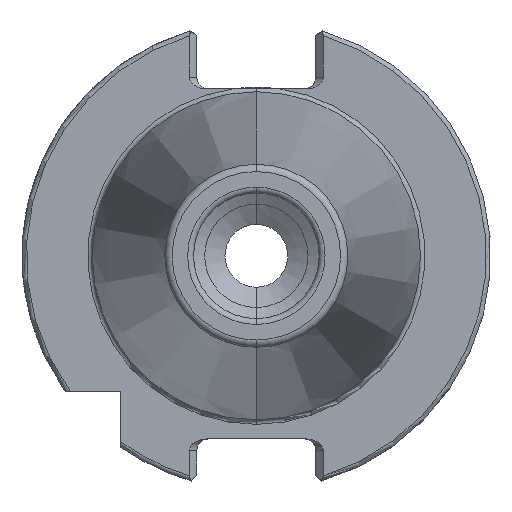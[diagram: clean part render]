
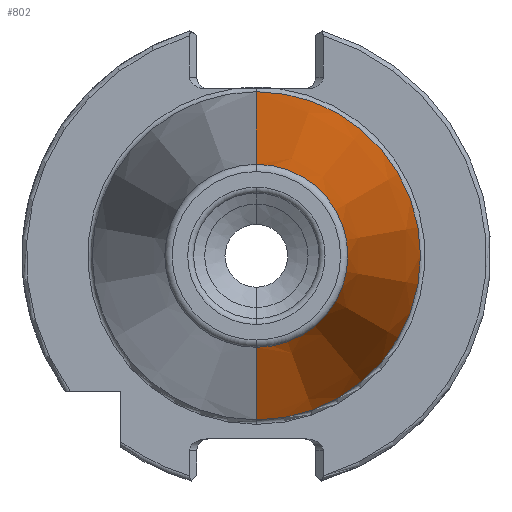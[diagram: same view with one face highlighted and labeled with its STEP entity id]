
A CAD part, left-side view. The second image highlights one B-rep face of the part: STEP entity #802.
In plain terms, the highlighted conical face has half-angle 8.297 degrees and reference radius 22.225 mm.
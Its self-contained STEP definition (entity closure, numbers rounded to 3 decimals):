
#30 = ORIENTED_EDGE ( 'NONE', *, *, #4148, .F. ) ;
#374 = VERTEX_POINT ( 'NONE', #3932 ) ;
#438 = CARTESIAN_POINT ( 'NONE',  ( -67.394, 0., 12.397 ) ) ;
#603 = CARTESIAN_POINT ( 'NONE',  ( 0., 0., 0. ) ) ;
#729 = DIRECTION ( 'NONE',  ( 1., 0., 0. ) ) ;
#802 = ADVANCED_FACE ( 'NONE', ( #4294 ), #5596, .T. ) ;
#819 = EDGE_CURVE ( 'NONE', #2878, #374, #4851, .T. ) ;
#867 = EDGE_CURVE ( 'NONE', #3065, #4235, #3413, .T. ) ;
#904 = DIRECTION ( 'NONE',  ( 0.99, 0., 0.144 ) ) ;
#945 = CARTESIAN_POINT ( 'NONE',  ( 0., 0., 22.225 ) ) ;
#980 = DIRECTION ( 'NONE',  ( 0.99, 0., -0.144 ) ) ;
#1286 = DIRECTION ( 'NONE',  ( 0., 0., 1. ) ) ;
#1299 = CARTESIAN_POINT ( 'NONE',  ( -67.394, 0., 0. ) ) ;
#1469 = DIRECTION ( 'NONE',  ( -1., 0., 0. ) ) ;
#1521 = CARTESIAN_POINT ( 'NONE',  ( 0., 0., -22.225 ) ) ;
#1696 = AXIS2_PLACEMENT_3D ( 'NONE', #1299, #1469, #3071 ) ;
#1819 = AXIS2_PLACEMENT_3D ( 'NONE', #3549, #3519, #1286 ) ;
#1989 = AXIS2_PLACEMENT_3D ( 'NONE', #603, #729, #2640 ) ;
#2071 = ORIENTED_EDGE ( 'NONE', *, *, #867, .F. ) ;
#2640 = DIRECTION ( 'NONE',  ( 0., 0., -1. ) ) ;
#2878 = VERTEX_POINT ( 'NONE', #4531 ) ;
#3065 = VERTEX_POINT ( 'NONE', #3170 ) ;
#3071 = DIRECTION ( 'NONE',  ( 0., 0., 1. ) ) ;
#3170 = CARTESIAN_POINT ( 'NONE',  ( -67.394, 0., -12.397 ) ) ;
#3413 = CIRCLE ( 'NONE', #1696, 12.397 ) ;
#3519 = DIRECTION ( 'NONE',  ( -1., 0., 0. ) ) ;
#3549 = CARTESIAN_POINT ( 'NONE',  ( 0., 0., 0. ) ) ;
#3749 = EDGE_LOOP ( 'NONE', ( #30, #2071, #4892, #5546 ) ) ;
#3932 = CARTESIAN_POINT ( 'NONE',  ( 0., 0., 22.225 ) ) ;
#4148 = EDGE_CURVE ( 'NONE', #4235, #374, #4214, .T. ) ;
#4214 = LINE ( 'NONE', #945, #4238 ) ;
#4235 = VERTEX_POINT ( 'NONE', #438 ) ;
#4238 = VECTOR ( 'NONE', #904, 1000. ) ;
#4294 = FACE_OUTER_BOUND ( 'NONE', #3749, .T. ) ;
#4427 = LINE ( 'NONE', #1521, #4432 ) ;
#4428 = EDGE_CURVE ( 'NONE', #3065, #2878, #4427, .T. ) ;
#4432 = VECTOR ( 'NONE', #980, 1000. ) ;
#4531 = CARTESIAN_POINT ( 'NONE',  ( 0., 0., -22.225 ) ) ;
#4851 = CIRCLE ( 'NONE', #1819, 22.225 ) ;
#4892 = ORIENTED_EDGE ( 'NONE', *, *, #4428, .T. ) ;
#5546 = ORIENTED_EDGE ( 'NONE', *, *, #819, .T. ) ;
#5596 = CONICAL_SURFACE ( 'NONE', #1989, 22.225, 0.145 ) ;
